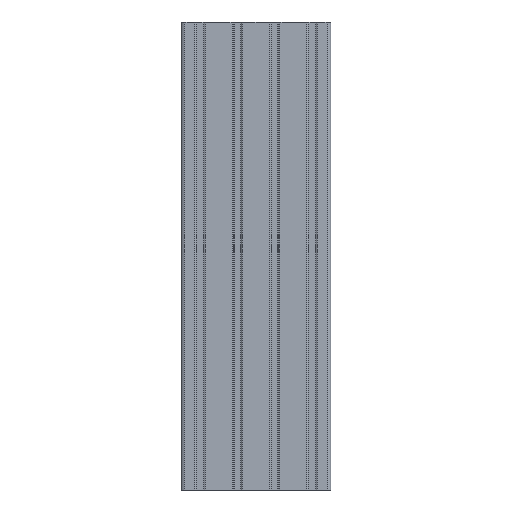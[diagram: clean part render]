
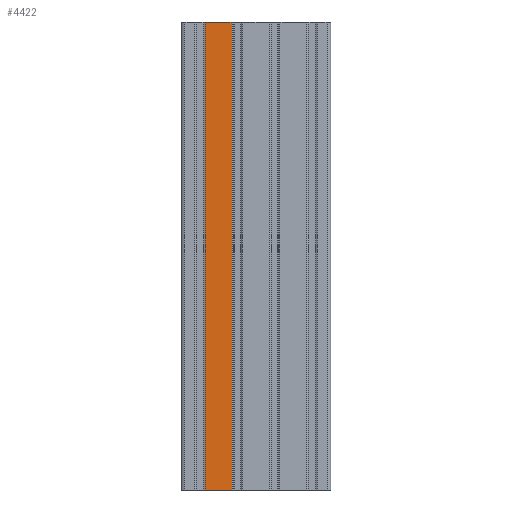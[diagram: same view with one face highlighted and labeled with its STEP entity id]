
A CAD part, front view. The second image highlights one B-rep face of the part: STEP entity #4422.
In plain terms, the highlighted planar face has unit normal (0, -1, 0).
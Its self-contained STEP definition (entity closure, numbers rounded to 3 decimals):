
#2258 = VERTEX_POINT ( 'NONE', #9362 ) ;
#2267 = EDGE_CURVE ( 'NONE', #2268, #2258, #9353, .T. ) ;
#2268 = VERTEX_POINT ( 'NONE', #9356 ) ;
#3622 = VERTEX_POINT ( 'NONE', #11868 ) ;
#3629 = EDGE_CURVE ( 'NONE', #3631, #3622, #11858, .T. ) ;
#3631 = VERTEX_POINT ( 'NONE', #11860 ) ;
#4420 = EDGE_LOOP ( 'NONE', ( #4431, #4484, #4470, #4425 ) ) ;
#4422 = ADVANCED_FACE ( 'NONE', ( #13176 ), #13177, .F. ) ;
#4423 = EDGE_CURVE ( 'NONE', #2258, #3622, #13235, .T. ) ;
#4425 = ORIENTED_EDGE ( 'NONE', *, *, #4434, .T. ) ;
#4431 = ORIENTED_EDGE ( 'NONE', *, *, #3629, .T. ) ;
#4434 = EDGE_CURVE ( 'NONE', #2268, #3631, #13236, .T. ) ;
#4470 = ORIENTED_EDGE ( 'NONE', *, *, #2267, .F. ) ;
#4484 = ORIENTED_EDGE ( 'NONE', *, *, #4423, .F. ) ;
#9350 = DIRECTION ( 'NONE',  ( 1., 0., 0. ) ) ;
#9351 = VECTOR ( 'NONE', #9350, 1000. ) ;
#9352 = CARTESIAN_POINT ( 'NONE',  ( -19170.153, -15822.961, 500. ) ) ;
#9353 = LINE ( 'NONE', #9352, #9351 ) ;
#9356 = CARTESIAN_POINT ( 'NONE',  ( -19170.153, -15822.961, 500. ) ) ;
#9362 = CARTESIAN_POINT ( 'NONE',  ( -19141.353, -15822.961, 500. ) ) ;
#11856 = DIRECTION ( 'NONE',  ( 1., 0., 0. ) ) ;
#11857 = VECTOR ( 'NONE', #11856, 1000. ) ;
#11858 = LINE ( 'NONE', #11869, #11857 ) ;
#11860 = CARTESIAN_POINT ( 'NONE',  ( -19170.153, -15822.961, 0. ) ) ;
#11868 = CARTESIAN_POINT ( 'NONE',  ( -19141.353, -15822.961, 0. ) ) ;
#11869 = CARTESIAN_POINT ( 'NONE',  ( -19170.153, -15822.961, 0. ) ) ;
#13147 = CARTESIAN_POINT ( 'NONE',  ( -19170.153, -15822.961, 500. ) ) ;
#13176 = FACE_OUTER_BOUND ( 'NONE', #4420, .T. ) ;
#13177 = PLANE ( 'NONE',  #13198 ) ;
#13198 = AXIS2_PLACEMENT_3D ( 'NONE', #13147, #13232, #13231 ) ;
#13219 = DIRECTION ( 'NONE',  ( 0., 0., -1. ) ) ;
#13220 = VECTOR ( 'NONE', #13219, 1000. ) ;
#13221 = CARTESIAN_POINT ( 'NONE',  ( -19170.153, -15822.961, 500. ) ) ;
#13227 = DIRECTION ( 'NONE',  ( 0., 0., -1. ) ) ;
#13228 = VECTOR ( 'NONE', #13227, 1000. ) ;
#13231 = DIRECTION ( 'NONE',  ( 0., 0., 1. ) ) ;
#13232 = DIRECTION ( 'NONE',  ( 0., 1., 0. ) ) ;
#13234 = CARTESIAN_POINT ( 'NONE',  ( -19141.353, -15822.961, 500. ) ) ;
#13235 = LINE ( 'NONE', #13234, #13228 ) ;
#13236 = LINE ( 'NONE', #13221, #13220 ) ;
